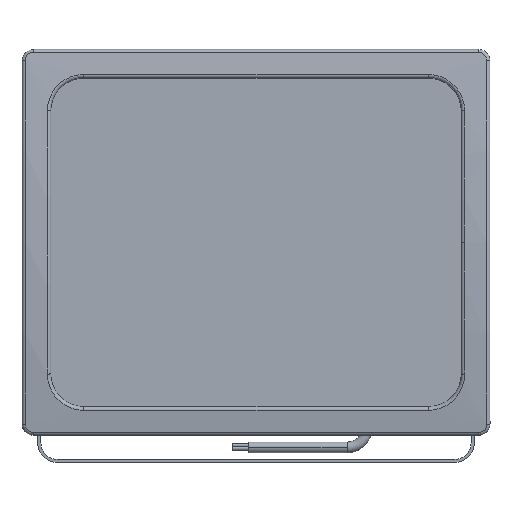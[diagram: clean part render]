
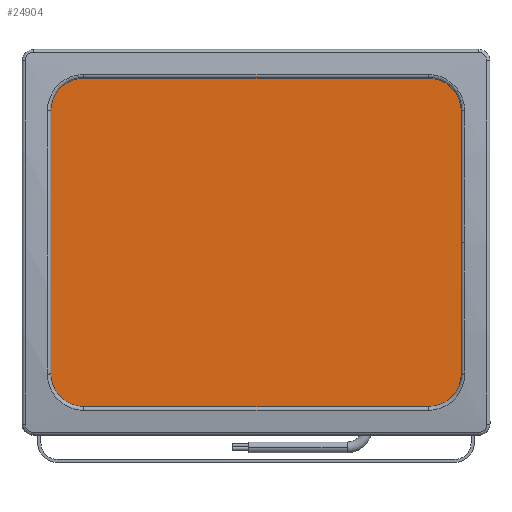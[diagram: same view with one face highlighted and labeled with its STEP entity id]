
A CAD part, top view. The second image highlights one B-rep face of the part: STEP entity #24904.
In plain terms, the highlighted planar face has unit normal (0, 0, 1).
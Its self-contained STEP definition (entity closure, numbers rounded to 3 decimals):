
#29 = VECTOR ( 'NONE', #26211, 1000. ) ;
#876 = DIRECTION ( 'NONE',  ( 0., 0., 1. ) ) ;
#1349 = LINE ( 'NONE', #10435, #29 ) ;
#1810 = ORIENTED_EDGE ( 'NONE', *, *, #24188, .F. ) ;
#2142 = DIRECTION ( 'NONE',  ( 0., -1., 0. ) ) ;
#2362 = CARTESIAN_POINT ( 'NONE',  ( -135., -110., 9. ) ) ;
#3963 = LINE ( 'NONE', #2362, #10157 ) ;
#4261 = LINE ( 'NONE', #5733, #8456 ) ;
#4364 = CARTESIAN_POINT ( 'NONE',  ( 135., -110., 9. ) ) ;
#5733 = CARTESIAN_POINT ( 'NONE',  ( 135., 110., 9. ) ) ;
#7176 = ORIENTED_EDGE ( 'NONE', *, *, #17149, .F. ) ;
#8456 = VECTOR ( 'NONE', #15889, 1000. ) ;
#10157 = VECTOR ( 'NONE', #20647, 1000. ) ;
#10170 = EDGE_LOOP ( 'NONE', ( #1810, #7176, #13410, #12592 ) ) ;
#10435 = CARTESIAN_POINT ( 'NONE',  ( 135., -110., 9. ) ) ;
#11015 = EDGE_CURVE ( 'NONE', #16993, #17872, #3963, .T. ) ;
#11324 = PLANE ( 'NONE',  #16702 ) ;
#11449 = VECTOR ( 'NONE', #2142, 1000. ) ;
#12592 = ORIENTED_EDGE ( 'NONE', *, *, #15198, .F. ) ;
#13410 = ORIENTED_EDGE ( 'NONE', *, *, #11015, .F. ) ;
#15198 = EDGE_CURVE ( 'NONE', #16721, #16993, #1349, .T. ) ;
#15270 = FACE_OUTER_BOUND ( 'NONE', #10170, .T. ) ;
#15403 = DIRECTION ( 'NONE',  ( 1., 0., 0. ) ) ;
#15889 = DIRECTION ( 'NONE',  ( 1., 0., 0. ) ) ;
#15962 = CARTESIAN_POINT ( 'NONE',  ( 135., 110., 9. ) ) ;
#16166 = LINE ( 'NONE', #4364, #11449 ) ;
#16702 = AXIS2_PLACEMENT_3D ( 'NONE', #25028, #876, #15403 ) ;
#16721 = VERTEX_POINT ( 'NONE', #23156 ) ;
#16993 = VERTEX_POINT ( 'NONE', #18850 ) ;
#17149 = EDGE_CURVE ( 'NONE', #17872, #21836, #4261, .T. ) ;
#17872 = VERTEX_POINT ( 'NONE', #24437 ) ;
#18850 = CARTESIAN_POINT ( 'NONE',  ( -135., -110., 9. ) ) ;
#20647 = DIRECTION ( 'NONE',  ( 0., 1., 0. ) ) ;
#21836 = VERTEX_POINT ( 'NONE', #15962 ) ;
#23156 = CARTESIAN_POINT ( 'NONE',  ( 135., -110., 9. ) ) ;
#24188 = EDGE_CURVE ( 'NONE', #21836, #16721, #16166, .T. ) ;
#24437 = CARTESIAN_POINT ( 'NONE',  ( -135., 110., 9. ) ) ;
#24904 = ADVANCED_FACE ( 'NONE', ( #15270 ), #11324, .T. ) ;
#25028 = CARTESIAN_POINT ( 'NONE',  ( 0., 0., 9. ) ) ;
#26211 = DIRECTION ( 'NONE',  ( -1., 0., 0. ) ) ;
